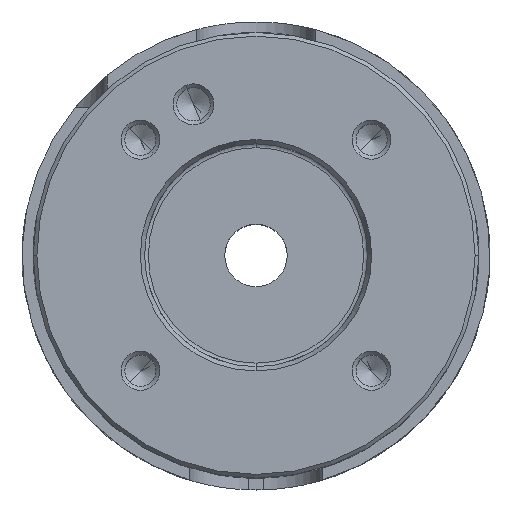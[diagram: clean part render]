
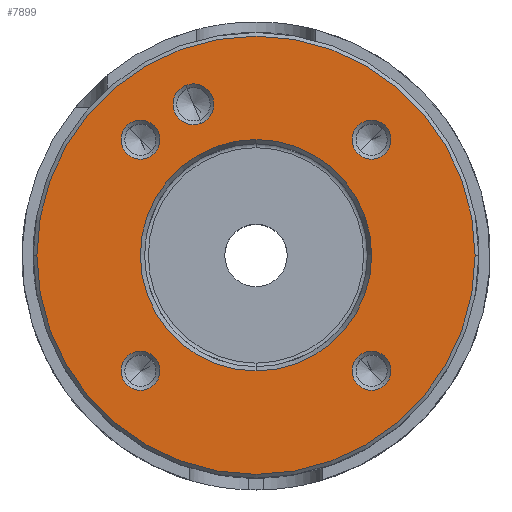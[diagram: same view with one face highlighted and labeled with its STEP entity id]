
A CAD part, top view. The second image highlights one B-rep face of the part: STEP entity #7899.
In plain terms, the highlighted planar face has unit normal (0, 0, 1).
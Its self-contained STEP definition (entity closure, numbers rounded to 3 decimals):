
#1139=CARTESIAN_POINT('',(0.,0.,
60.));
#1140=DIRECTION('',(0.,0.,1.));
#1141=DIRECTION('',(-1.,0.,0.));
#1142=AXIS2_PLACEMENT_3D('',#1139,#1140,#1141);
#1147=CARTESIAN_POINT('',(0.,0.,60.));
#1148=DIRECTION('',(0.,0.,1.));
#1149=DIRECTION('',(1.,0.,0.));
#1150=AXIS2_PLACEMENT_3D('',#1147,#1148,#1149);
#1155=CARTESIAN_POINT('',(-8.419,20.325,60.));
#1156=DIRECTION('',(0.,0.,-1.));
#1157=DIRECTION('',(0.383,-0.924,0.));
#1158=AXIS2_PLACEMENT_3D('',#1155,#1156,#1157);
#1163=CARTESIAN_POINT('',(-8.419,20.325,60.));
#1164=DIRECTION('',(0.,0.,-1.));
#1165=DIRECTION('',(-0.383,0.924,0.));
#1166=AXIS2_PLACEMENT_3D('',#1163,#1164,#1165);
#1171=CARTESIAN_POINT('',(-15.556,-15.556,60.));
#1172=DIRECTION('',(0.,0.,-1.));
#1173=DIRECTION('',(-0.707,-0.707,0.));
#1174=AXIS2_PLACEMENT_3D('',#1171,#1172,#1173);
#1179=CARTESIAN_POINT('',(-15.556,-15.556,60.));
#1180=DIRECTION('',(0.,0.,-1.));
#1181=DIRECTION('',(0.707,0.707,0.));
#1182=AXIS2_PLACEMENT_3D('',#1179,#1180,#1181);
#1187=CARTESIAN_POINT('',(-15.556,15.556,60.));
#1188=DIRECTION('',(0.,0.,-1.));
#1189=DIRECTION('',(-0.707,0.707,0.));
#1190=AXIS2_PLACEMENT_3D('',#1187,#1188,#1189);
#1195=CARTESIAN_POINT('',(-15.556,15.556,60.));
#1196=DIRECTION('',(0.,0.,-1.));
#1197=DIRECTION('',(0.707,-0.707,0.));
#1198=AXIS2_PLACEMENT_3D('',#1195,#1196,#1197);
#1203=CARTESIAN_POINT('',(15.556,15.556,60.));
#1204=DIRECTION('',(0.,0.,-1.));
#1205=DIRECTION('',(0.707,0.707,0.));
#1206=AXIS2_PLACEMENT_3D('',#1203,#1204,#1205);
#1211=CARTESIAN_POINT('',(15.556,15.556,60.));
#1212=DIRECTION('',(0.,0.,-1.));
#1213=DIRECTION('',(-0.707,-0.707,0.));
#1214=AXIS2_PLACEMENT_3D('',#1211,#1212,#1213);
#1219=CARTESIAN_POINT('',(15.556,-15.556,60.));
#1220=DIRECTION('',(0.,0.,-1.));
#1221=DIRECTION('',(0.707,-0.707,0.));
#1222=AXIS2_PLACEMENT_3D('',#1219,#1220,#1221);
#1227=CARTESIAN_POINT('',(15.556,-15.556,60.));
#1228=DIRECTION('',(0.,0.,-1.));
#1229=DIRECTION('',(-0.707,0.707,0.));
#1230=AXIS2_PLACEMENT_3D('',#1227,#1228,#1229);
#1242=CARTESIAN_POINT('',(0.,0.,60.));
#1243=DIRECTION('',(0.,0.,-1.));
#1244=DIRECTION('',(0.,-1.,0.));
#1245=AXIS2_PLACEMENT_3D('',#1242,#1243,#1244);
#1258=CARTESIAN_POINT('',(0.,0.,60.));
#1259=DIRECTION('',(0.,0.,-1.));
#1260=DIRECTION('',(0.,1.,0.));
#1261=AXIS2_PLACEMENT_3D('',#1258,#1259,#1260);
#6927=CARTESIAN_POINT('',(-29.5,0.,
60.));
#6928=CARTESIAN_POINT('',(29.5,0.,
60.));
#6929=VERTEX_POINT('',#6927);
#6930=VERTEX_POINT('',#6928);
#6961=CARTESIAN_POINT('',(-7.367,17.785,60.));
#6962=VERTEX_POINT('',#6961);
#6963=CARTESIAN_POINT('',(-9.471,22.866,60.));
#6964=VERTEX_POINT('',#6963);
#6975=CARTESIAN_POINT('',(-17.413,-17.413,60.));
#6976=VERTEX_POINT('',#6975);
#6977=CARTESIAN_POINT('',(-13.7,-13.7,60.));
#6978=VERTEX_POINT('',#6977);
#6985=CARTESIAN_POINT('',(-17.413,17.413,60.));
#6986=VERTEX_POINT('',#6985);
#6987=CARTESIAN_POINT('',(-13.7,13.7,60.));
#6988=VERTEX_POINT('',#6987);
#6995=CARTESIAN_POINT('',(17.413,17.413,60.));
#6996=VERTEX_POINT('',#6995);
#6997=CARTESIAN_POINT('',(13.7,13.7,60.));
#6998=VERTEX_POINT('',#6997);
#7005=CARTESIAN_POINT('',(17.413,-17.413,60.));
#7006=VERTEX_POINT('',#7005);
#7007=CARTESIAN_POINT('',(13.7,-13.7,60.));
#7008=VERTEX_POINT('',#7007);
#7065=CARTESIAN_POINT('',(0.,-15.577,60.));
#7066=CARTESIAN_POINT('',(0.,15.577,60.));
#7067=VERTEX_POINT('',#7065);
#7068=VERTEX_POINT('',#7066);
#7853=CARTESIAN_POINT('',(0.,0.,60.));
#7854=DIRECTION('',(0.,0.,-1.));
#7855=DIRECTION('',(1.,0.,0.));
#7856=AXIS2_PLACEMENT_3D('',#7853,#7854,#7855);
#7857=PLANE('',#7856);
#7858=ORIENTED_EDGE('',*,*,#7843,.F.);
#7860=ORIENTED_EDGE('',*,*,#7859,.F.);
#7861=EDGE_LOOP('',(#7858,#7860));
#7862=FACE_OUTER_BOUND('',#7861,.F.);
#7864=ORIENTED_EDGE('',*,*,#7863,.F.);
#7866=ORIENTED_EDGE('',*,*,#7865,.F.);
#7867=EDGE_LOOP('',(#7864,#7866));
#7868=FACE_BOUND('',#7867,.F.);
#7870=ORIENTED_EDGE('',*,*,#7869,.F.);
#7872=ORIENTED_EDGE('',*,*,#7871,.F.);
#7873=EDGE_LOOP('',(#7870,#7872));
#7874=FACE_BOUND('',#7873,.F.);
#7876=ORIENTED_EDGE('',*,*,#7875,.F.);
#7878=ORIENTED_EDGE('',*,*,#7877,.F.);
#7879=EDGE_LOOP('',(#7876,#7878));
#7880=FACE_BOUND('',#7879,.F.);
#7882=ORIENTED_EDGE('',*,*,#7881,.F.);
#7884=ORIENTED_EDGE('',*,*,#7883,.F.);
#7885=EDGE_LOOP('',(#7882,#7884));
#7886=FACE_BOUND('',#7885,.F.);
#7888=ORIENTED_EDGE('',*,*,#7887,.F.);
#7890=ORIENTED_EDGE('',*,*,#7889,.F.);
#7891=EDGE_LOOP('',(#7888,#7890));
#7892=FACE_BOUND('',#7891,.F.);
#7894=ORIENTED_EDGE('',*,*,#7893,.F.);
#7896=ORIENTED_EDGE('',*,*,#7895,.F.);
#7897=EDGE_LOOP('',(#7894,#7896));
#7898=FACE_BOUND('',#7897,.F.);
#1143=CIRCLE('',#1142,29.5);
#1151=CIRCLE('',#1150,29.5);
#1159=CIRCLE('',#1158,2.75);
#1167=CIRCLE('',#1166,2.75);
#1175=CIRCLE('',#1174,2.625);
#1183=CIRCLE('',#1182,2.625);
#1191=CIRCLE('',#1190,2.625);
#1199=CIRCLE('',#1198,2.625);
#1207=CIRCLE('',#1206,2.625);
#1215=CIRCLE('',#1214,2.625);
#1223=CIRCLE('',#1222,2.625);
#1231=CIRCLE('',#1230,2.625);
#1246=CIRCLE('',#1245,15.577);
#1262=CIRCLE('',#1261,15.577);
#7843=EDGE_CURVE('',#6929,#6930,#1143,.T.);
#7859=EDGE_CURVE('',#6930,#6929,#1151,.T.);
#7863=EDGE_CURVE('',#7067,#7068,#1246,.T.);
#7865=EDGE_CURVE('',#7068,#7067,#1262,.T.);
#7869=EDGE_CURVE('',#6962,#6964,#1159,.T.);
#7871=EDGE_CURVE('',#6964,#6962,#1167,.T.);
#7875=EDGE_CURVE('',#6976,#6978,#1175,.T.);
#7877=EDGE_CURVE('',#6978,#6976,#1183,.T.);
#7881=EDGE_CURVE('',#6986,#6988,#1191,.T.);
#7883=EDGE_CURVE('',#6988,#6986,#1199,.T.);
#7887=EDGE_CURVE('',#6996,#6998,#1207,.T.);
#7889=EDGE_CURVE('',#6998,#6996,#1215,.T.);
#7893=EDGE_CURVE('',#7006,#7008,#1223,.T.);
#7895=EDGE_CURVE('',#7008,#7006,#1231,.T.);
#7899=ADVANCED_FACE('',(#7862,#7868,#7874,#7880,#7886,#7892,#7898),#7857,.F.);
